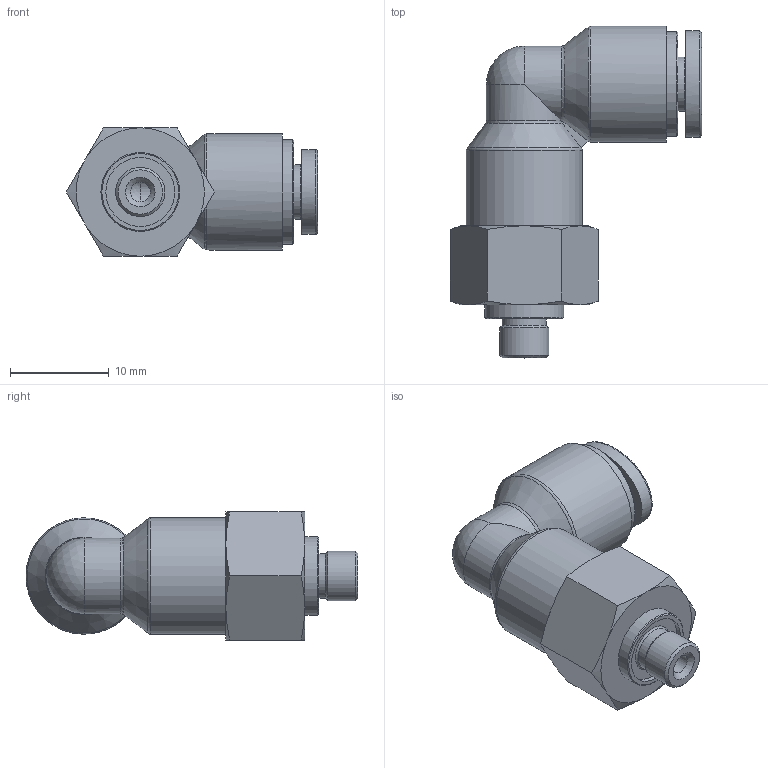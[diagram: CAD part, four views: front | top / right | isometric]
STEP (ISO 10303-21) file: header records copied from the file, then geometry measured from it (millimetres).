
FILE_DESCRIPTION((''),'2;1');
FILE_NAME('CR-PL 04M5.stp','2020-08-25T13:05:23',('user'),(''),'Autodesk Inventor 2013','Autodesk Inventor 2013','');
FILE_SCHEMA(('AUTOMOTIVE_DESIGN { 1 0 10303 214 1 1 1 1 }'));
Length unit declared in the file: millimetre
Products named in the file (6): 조립품6; CR-PUL 04 BODY; HR-PL BODY 04M5; CR-COLLAR 04; HR-Collar 04L(SUS); CR-SLEEVE 04
Assembly tree (5 placements, depth 3):
  조립품6
    CR-PUL 04 BODY
    HR-PL BODY 04M5
    CR-COLLAR 04
      HR-Collar 04L(SUS)
      CR-SLEEVE 04
Bounding box: 25.51 x 33.7 x 13 mm (x, y, z)
Volume: 3554.1 mm3; surface area: 2770.4 mm2
Topology: 4 solids, 4 shells, 178 faces, 441 edges, 288 vertices
Faces by surface type: plane 106, cylinder 23, cone 22, bspline 20, torus 5, sphere 2
Full cylindrical faces by diameter (mm): 2 x2, 3.2 x2, 4.179 x1, 4.2 x2, 4.5 x1, 5 x1, 5.5 x1, 7 x1, 8 x1, 10.6 x1, 11.8 x2
Entity records: 5594 total; most frequent: CARTESIAN_POINT 1393, DIRECTION 826, ORIENTED_EDGE 816, EDGE_CURVE 408, AXIS2_PLACEMENT_3D 285, VERTEX_POINT 282, VECTOR 256, LINE 256
